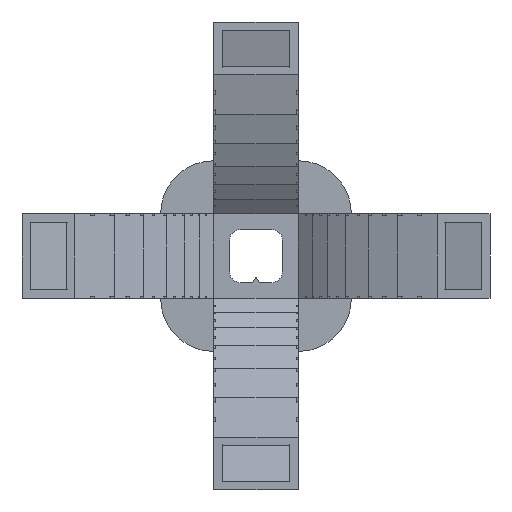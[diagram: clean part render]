
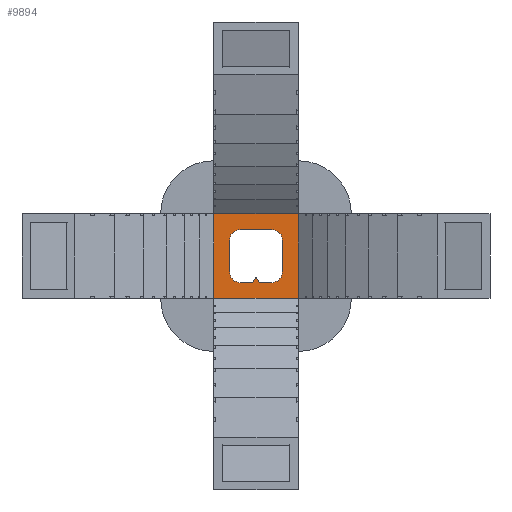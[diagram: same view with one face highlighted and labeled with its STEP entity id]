
A CAD part, top view. The second image highlights one B-rep face of the part: STEP entity #9894.
In plain terms, the highlighted planar face has unit normal (0, 0, 1).
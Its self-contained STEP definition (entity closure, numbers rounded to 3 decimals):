
#23=FACE_BOUND('',#928,.T.);
#25=CIRCLE('',#10034,2.);
#27=CIRCLE('',#10038,2.);
#29=CIRCLE('',#10042,2.);
#31=CIRCLE('',#10046,2.);
#426=FACE_OUTER_BOUND('',#927,.T.);
#927=EDGE_LOOP('',(#8331,#8332,#8333,#8334));
#928=EDGE_LOOP('',(#8335,#8336,#8337,#8338,#8339,#8340,#8341,#8342,#8343,
#8344,#8345));
#1049=LINE('',#12981,#2450);
#1053=LINE('',#12989,#2454);
#1056=LINE('',#12995,#2457);
#1059=LINE('',#13001,#2460);
#1063=LINE('',#13013,#2464);
#1067=LINE('',#13025,#2468);
#1071=LINE('',#13037,#2472);
#1483=LINE('',#13883,#2884);
#1876=LINE('',#14669,#3277);
#2164=LINE('',#15243,#3565);
#2165=LINE('',#15246,#3566);
#2450=VECTOR('',#10549,10.);
#2454=VECTOR('',#10555,10.);
#2457=VECTOR('',#10560,10.);
#2460=VECTOR('',#10565,10.);
#2464=VECTOR('',#10577,10.);
#2468=VECTOR('',#10589,10.);
#2472=VECTOR('',#10601,10.);
#2884=VECTOR('',#11289,10.);
#3277=VECTOR('',#11922,10.);
#3565=VECTOR('',#12446,10.);
#3566=VECTOR('',#12451,10.);
#3851=VERTEX_POINT('',#12979);
#3852=VERTEX_POINT('',#12980);
#3855=VERTEX_POINT('',#12988);
#3857=VERTEX_POINT('',#12994);
#3859=VERTEX_POINT('',#13000);
#3861=VERTEX_POINT('',#13006);
#3863=VERTEX_POINT('',#13012);
#3865=VERTEX_POINT('',#13018);
#3867=VERTEX_POINT('',#13024);
#3869=VERTEX_POINT('',#13030);
#3871=VERTEX_POINT('',#13036);
#3878=VERTEX_POINT('',#13058);
#3946=VERTEX_POINT('',#13205);
#4139=VERTEX_POINT('',#13778);
#4220=VERTEX_POINT('',#13997);
#4777=EDGE_CURVE('',#3851,#3852,#1049,.T.);
#4781=EDGE_CURVE('',#3852,#3855,#1053,.T.);
#4784=EDGE_CURVE('',#3855,#3857,#1056,.T.);
#4787=EDGE_CURVE('',#3857,#3859,#1059,.T.);
#4790=EDGE_CURVE('',#3859,#3861,#25,.T.);
#4793=EDGE_CURVE('',#3861,#3863,#1063,.T.);
#4796=EDGE_CURVE('',#3863,#3865,#27,.T.);
#4799=EDGE_CURVE('',#3865,#3867,#1067,.T.);
#4802=EDGE_CURVE('',#3867,#3869,#29,.T.);
#4805=EDGE_CURVE('',#3869,#3871,#1071,.T.);
#4808=EDGE_CURVE('',#3871,#3851,#31,.T.);
#5227=EDGE_CURVE('',#3946,#4139,#1483,.T.);
#5620=EDGE_CURVE('',#4220,#3946,#1876,.T.);
#5908=EDGE_CURVE('',#3878,#4220,#2164,.T.);
#5909=EDGE_CURVE('',#3878,#4139,#2165,.T.);
#8331=ORIENTED_EDGE('',*,*,#5620,.F.);
#8332=ORIENTED_EDGE('',*,*,#5908,.F.);
#8333=ORIENTED_EDGE('',*,*,#5909,.T.);
#8334=ORIENTED_EDGE('',*,*,#5227,.F.);
#8335=ORIENTED_EDGE('',*,*,#4793,.T.);
#8336=ORIENTED_EDGE('',*,*,#4796,.T.);
#8337=ORIENTED_EDGE('',*,*,#4799,.T.);
#8338=ORIENTED_EDGE('',*,*,#4802,.T.);
#8339=ORIENTED_EDGE('',*,*,#4805,.T.);
#8340=ORIENTED_EDGE('',*,*,#4808,.T.);
#8341=ORIENTED_EDGE('',*,*,#4777,.T.);
#8342=ORIENTED_EDGE('',*,*,#4781,.T.);
#8343=ORIENTED_EDGE('',*,*,#4784,.T.);
#8344=ORIENTED_EDGE('',*,*,#4787,.T.);
#8345=ORIENTED_EDGE('',*,*,#4790,.T.);
#9397=PLANE('',#10422);
#9894=ADVANCED_FACE('',(#426,#23),#9397,.T.);
#10034=AXIS2_PLACEMENT_3D('',#13007,#10570,#10571);
#10038=AXIS2_PLACEMENT_3D('',#13019,#10582,#10583);
#10042=AXIS2_PLACEMENT_3D('',#13031,#10594,#10595);
#10046=AXIS2_PLACEMENT_3D('',#13042,#10606,#10607);
#10422=AXIS2_PLACEMENT_3D('',#15245,#12449,#12450);
#10549=DIRECTION('',(-1.,0.,0.));
#10555=DIRECTION('',(-0.574,0.819,0.));
#10560=DIRECTION('',(-0.574,-0.819,0.));
#10565=DIRECTION('',(-1.,0.,0.));
#10570=DIRECTION('center_axis',(0.,0.,-1.));
#10571=DIRECTION('ref_axis',(0.,-1.,0.));
#10577=DIRECTION('',(0.,1.,0.));
#10582=DIRECTION('center_axis',(0.,0.,-1.));
#10583=DIRECTION('ref_axis',(-1.,0.,0.));
#10589=DIRECTION('',(1.,0.,0.));
#10594=DIRECTION('center_axis',(0.,0.,-1.));
#10595=DIRECTION('ref_axis',(0.,1.,0.));
#10601=DIRECTION('',(0.,-1.,0.));
#10606=DIRECTION('center_axis',(0.,0.,-1.));
#10607=DIRECTION('ref_axis',(1.,0.,0.));
#11289=DIRECTION('',(1.,0.,0.));
#11922=DIRECTION('',(0.,1.,0.));
#12446=DIRECTION('',(-1.,0.,0.));
#12449=DIRECTION('center_axis',(0.,0.,1.));
#12450=DIRECTION('ref_axis',(1.,0.,0.));
#12451=DIRECTION('',(0.,1.,0.));
#12979=CARTESIAN_POINT('',(3.,-5.,0.));
#12980=CARTESIAN_POINT('',(0.7,-5.,0.));
#12981=CARTESIAN_POINT('',(0.35,-5.,0.));
#12988=CARTESIAN_POINT('',(0.,-4.,0.));
#12989=CARTESIAN_POINT('',(-0.94,-2.658,0.));
#12994=CARTESIAN_POINT('',(-0.7,-5.,0.));
#12995=CARTESIAN_POINT('',(0.59,-3.158,0.));
#13000=CARTESIAN_POINT('',(-3.,-5.,0.));
#13001=CARTESIAN_POINT('',(-1.5,-5.,0.));
#13006=CARTESIAN_POINT('',(-5.,-3.,0.));
#13007=CARTESIAN_POINT('Origin',(-3.,-3.,0.));
#13012=CARTESIAN_POINT('',(-5.,3.,0.));
#13013=CARTESIAN_POINT('',(-5.,1.5,0.));
#13018=CARTESIAN_POINT('',(-3.,5.,0.));
#13019=CARTESIAN_POINT('Origin',(-3.,3.,0.));
#13024=CARTESIAN_POINT('',(3.,5.,0.));
#13025=CARTESIAN_POINT('',(1.5,5.,0.));
#13030=CARTESIAN_POINT('',(5.,3.,0.));
#13031=CARTESIAN_POINT('Origin',(3.,3.,0.));
#13036=CARTESIAN_POINT('',(5.,-3.,0.));
#13037=CARTESIAN_POINT('',(5.,-1.5,0.));
#13042=CARTESIAN_POINT('Origin',(3.,-3.,0.));
#13058=CARTESIAN_POINT('',(8.,-8.,0.));
#13205=CARTESIAN_POINT('',(-8.,8.,0.));
#13778=CARTESIAN_POINT('',(8.,8.,0.));
#13883=CARTESIAN_POINT('',(-8.,8.,0.));
#13997=CARTESIAN_POINT('',(-8.,-8.,0.));
#14669=CARTESIAN_POINT('',(-8.,-8.,0.));
#15243=CARTESIAN_POINT('',(8.,-8.,0.));
#15245=CARTESIAN_POINT('Origin',(0.,0.,0.));
#15246=CARTESIAN_POINT('',(8.,0.,0.));
